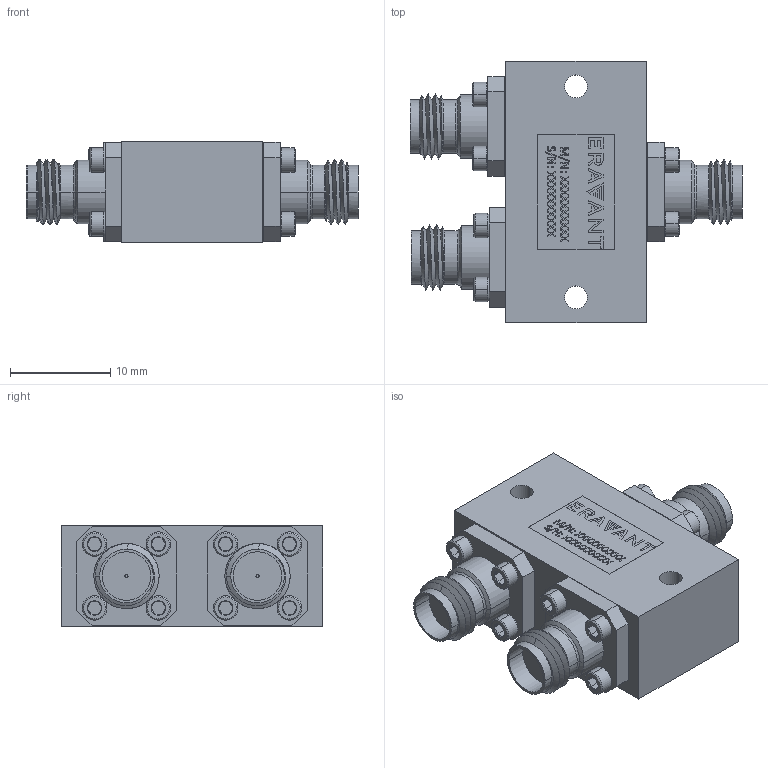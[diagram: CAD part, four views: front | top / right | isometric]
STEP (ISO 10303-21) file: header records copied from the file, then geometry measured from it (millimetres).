
FILE_DESCRIPTION (( 'STEP AP203' ), '1' );
FILE_NAME ('SCS-183501915-2F2F-22.STEP', '2020-10-29T22:30:08', ( '' ), ( '' ), 'SwSTEP 2.0', 'SolidWorks 2020', '' );
FILE_SCHEMA (( 'CONFIG_CONTROL_DESIGN' ));
Products named in the file (1): SCS-183501915-2F2F-22
Bounding box: 33.05 x 26 x 10.01 mm (x, y, z)
Volume: 4604.4 mm3; surface area: 3810.3 mm2
Topology: 17 solids, 17 shells, 1523 faces, 4008 edges, 2598 vertices
Faces by surface type: cylinder 582, plane 495, bspline 260, cone 180, torus 6
Entity records: 69619 total; most frequent: CARTESIAN_POINT 36611, ORIENTED_EDGE 8016, DIRECTION 5317, EDGE_CURVE 4008, VERTEX_POINT 2598, LINE 1961, VECTOR 1961, AXIS2_PLACEMENT_3D 1678
